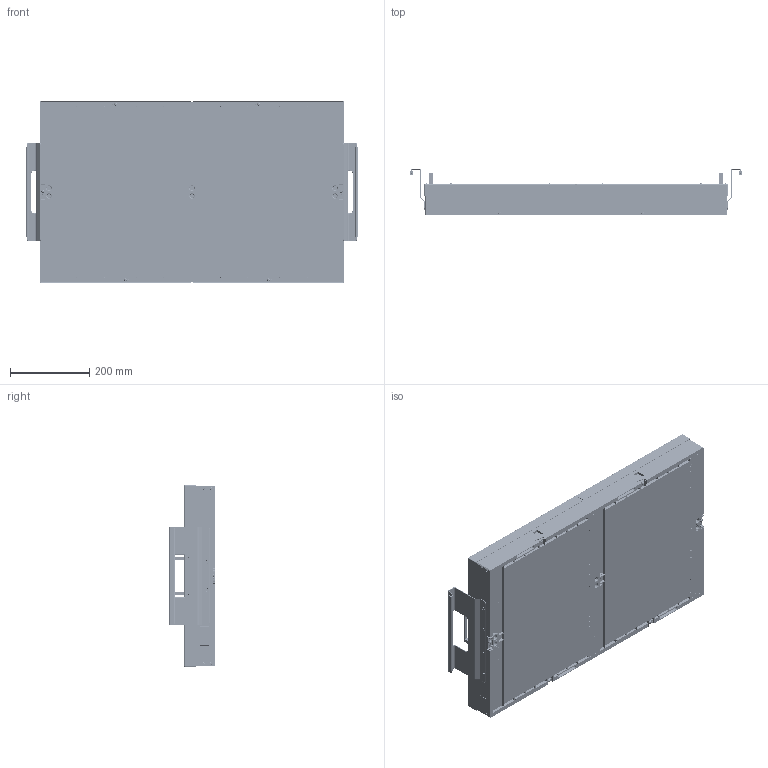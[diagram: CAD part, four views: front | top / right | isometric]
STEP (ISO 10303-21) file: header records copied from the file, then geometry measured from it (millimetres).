
FILE_DESCRIPTION (( 'STEP AP214' ), '1' );
FILE_NAME ('INGUN_115308.STEP', '2024-08-02T12:41:04', ( '' ), ( '' ), 'SwSTEP 2.0', 'SolidWorks 2021', '' );
FILE_SCHEMA (( 'AUTOMOTIVE_DESIGN' ));
Length unit declared in the file: millimetre
Products named in the file (57): 21732~1_KUNDE<Erste referenzierte Kopie>; 14683~0_KUNDE<S>; 3485~0_S; ISO7380~n_M02,0x008; 1607~1; DIN923~n_M03x02-A2; K_124594~0_S; 21754~0; Gewindebuchse~n_M04-09,5 geschlossen; 115387~0_S; 14671~0_KUNDE<Standard>; ISO7380~n_M02,0x005; 114971~0_S; 13418~3; 14671_001~0_KUNDE<Standard>; DIN7991~n_M04,0x016; 114857~0_S; 115311~0; 11457~1_KUNDE<Standard>; DIN7991~n_M04,0x012; 2196~6; 114901~1_S; 37772~2; 21731~0_KUNDE<Erste referenzierte Kopie>; 114946~0_S; INGUN_115308; INFO_4562~2_Typenschild 1010; DIN913~n_M03,0x05; 21730~2; 114855~1_S; 21755~0; 21751~1; 3485~0_Schaltpunkt<S>; 114961~0_S; 114965~0; 2229~6; ISO7380~n_M03,0x005; 115312~0_S; 14671_004~0; 13417~2 ...
Assembly tree (144 placements, depth 5):
  INGUN_115308
    115309~3_KUNDE<S>
      115310~0_S
        115311~0
        114946~0_S  x4
        Gewindebuchse~n_M04-09,5 geschlossen  x4
      115312~0_S
      11457~1_KUNDE<Standard>
      114965~0  x2
      ISO7380~n_M03,0x005  x12
      1607~1  x2
      5332~0  x2
      DIN7991~n_M04,0x016  x7
      2229~6  x3
      2196~6  x3
      DIN912~n_M04,0x012  x18
      13418~3  x2
      3485~0_S
      3485~0_Schaltpunkt<S>
      ISO7380~n_M02,0x008  x7
      21729~2_KUNDE<Standard>
        21730~2
        21733~0
        21755~0
        21751~1
        21731~0_KUNDE<Erste referenzierte Kopie>
        21732~1_KUNDE<Erste referenzierte Kopie>
        21753~0
        21754~0
        DIN913~n_M02,5x03  x2
        ISO7380~n_M02,0x005  x3
      13417~2
      DIN913~n_M03,0x05
      DIN923~n_M03x02-A2
      37772~2
      INFO_4562~2_Typenschild 1010
    114968~0_KUNDE<S>
      114971~0_S  x2
        114961~0_S
        DIN6325~n_03,0m6x020
      114857~0_S
        114855~1_S
        DIN6325~n_03,0m6x020
      114858~1_S
        114856~1_S
        DIN6325~n_03,0m6x020  x2
      14683~0_KUNDE<S>
        14671~0_KUNDE<Standard>  x2
          14671_001~0_KUNDE<Standard>
          14671_002~0
          14671_003~0
          14671_004~0
      115388~0_S  x2
        115106~1_S
        115387~0_S
          K_124594~0_S
        DIN7991~n_M04,0x012
      114901~1_S  x2
      DIN912~n_M04,0x012  x8
      ISO7380~n_M04,0x016  x6
Bounding box: 840.2 x 117 x 460.2 mm (x, y, z)
Volume: 13406139.8 mm3; surface area: 3542590.9 mm2
Topology: 150 solids, 150 shells, 8678 faces, 21550 edges, 13642 vertices
Faces by surface type: plane 3266, cylinder 3264, bspline 1056, cone 574, torus 402, sphere 116
Entity records: 157062 total; most frequent: CARTESIAN_POINT 49978, ORIENTED_EDGE 19094, DIRECTION 18458, EDGE_CURVE 9547, AXIS2_PLACEMENT_3D 6576, VERTEX_POINT 6124, LINE 5306, VECTOR 5306
